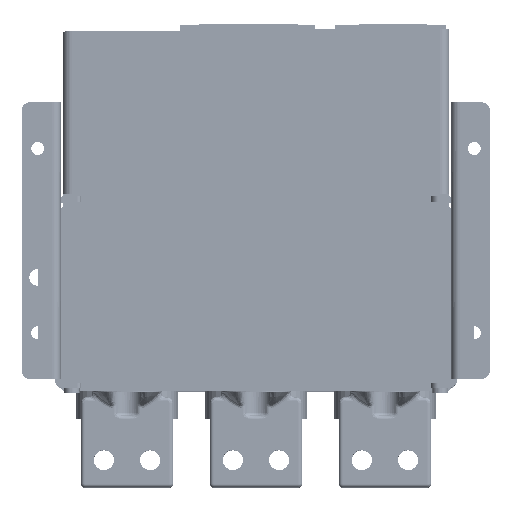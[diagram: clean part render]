
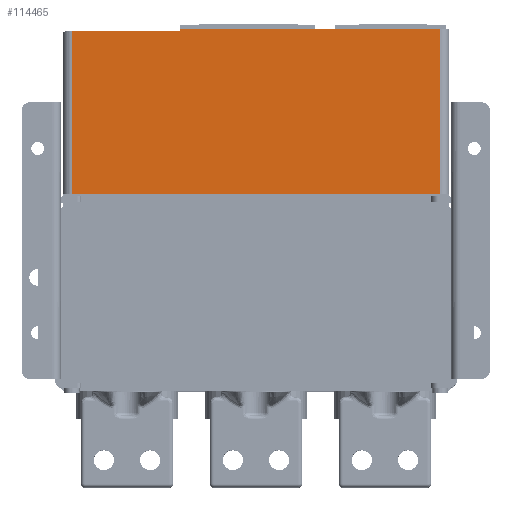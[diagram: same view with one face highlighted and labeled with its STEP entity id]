
A CAD part, top view. The second image highlights one B-rep face of the part: STEP entity #114465.
In plain terms, the highlighted planar face has unit normal (0, 0, 1).
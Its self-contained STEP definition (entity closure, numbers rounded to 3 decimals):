
#46698=DIRECTION('',(0.,-1.,0.));
#46699=VECTOR('',#46698,141.5);
#46700=CARTESIAN_POINT('',(0.,-5.,275.));
#46701=LINE('',#46700,#46699);
#72498=DIRECTION('',(0.,-1.,0.));
#72499=VECTOR('',#72498,200.);
#72500=CARTESIAN_POINT('',(89.5,-5.,275.));
#72501=LINE('',#72500,#72499);
#73034=DIRECTION('',(-1.,0.,0.));
#73035=VECTOR('',#73034,88.);
#73036=CARTESIAN_POINT('',(89.5,-205.,275.));
#73037=LINE('',#73036,#73035);
#73041=DIRECTION('',(0.,1.,0.));
#73042=VECTOR('',#73041,58.5);
#73043=CARTESIAN_POINT('',(1.5,-205.,275.));
#73044=LINE('',#73043,#73042);
#73048=DIRECTION('',(1.,0.,0.));
#73049=VECTOR('',#73048,1.5);
#73050=CARTESIAN_POINT('',(0.,-146.5,275.));
#73051=LINE('',#73050,#73049);
#73055=DIRECTION('',(-1.,0.,0.));
#73056=VECTOR('',#73055,89.5);
#73057=CARTESIAN_POINT('',(89.5,-5.,275.));
#73058=LINE('',#73057,#73056);
#93960=CARTESIAN_POINT('',(0.,-146.5,275.));
#93961=CARTESIAN_POINT('',(1.5,-146.5,275.));
#93962=VERTEX_POINT('',#93960);
#93963=VERTEX_POINT('',#93961);
#94241=CARTESIAN_POINT('',(1.5,-205.,275.));
#94243=VERTEX_POINT('',#94241);
#94244=CARTESIAN_POINT('',(89.5,-205.,275.));
#94245=VERTEX_POINT('',#94244);
#94248=CARTESIAN_POINT('',(0.,-5.,275.));
#94250=VERTEX_POINT('',#94248);
#94254=CARTESIAN_POINT('',(89.5,-5.,275.));
#94255=VERTEX_POINT('',#94254);
#114451=CARTESIAN_POINT('',(0.,0.,275.));
#114452=DIRECTION('',(0.,0.,1.));
#114453=DIRECTION('',(0.,-1.,0.));
#114454=AXIS2_PLACEMENT_3D('',#114451,#114452,#114453);
#114455=PLANE('',#114454);
#114456=ORIENTED_EDGE('',*,*,#114444,.T.);
#114457=ORIENTED_EDGE('',*,*,#105848,.T.);
#114458=ORIENTED_EDGE('',*,*,#102500,.F.);
#114459=ORIENTED_EDGE('',*,*,#99939,.F.);
#114461=ORIENTED_EDGE('',*,*,#114460,.F.);
#114462=ORIENTED_EDGE('',*,*,#113966,.T.);
#114463=EDGE_LOOP('',(#114456,#114457,#114458,#114459,#114461,#114462));
#114464=FACE_OUTER_BOUND('',#114463,.F.);
#114465=ADVANCED_FACE('',(#114464),#114455,.T.);
#99939=EDGE_CURVE('',#94250,#93962,#46701,.T.);
#102500=EDGE_CURVE('',#93962,#93963,#73051,.T.);
#105848=EDGE_CURVE('',#94243,#93963,#73044,.T.);
#113966=EDGE_CURVE('',#94255,#94245,#72501,.T.);
#114444=EDGE_CURVE('',#94245,#94243,#73037,.T.);
#114460=EDGE_CURVE('',#94255,#94250,#73058,.T.);
